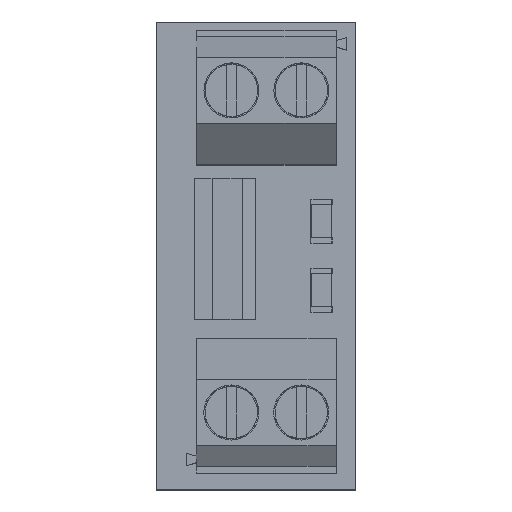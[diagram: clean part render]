
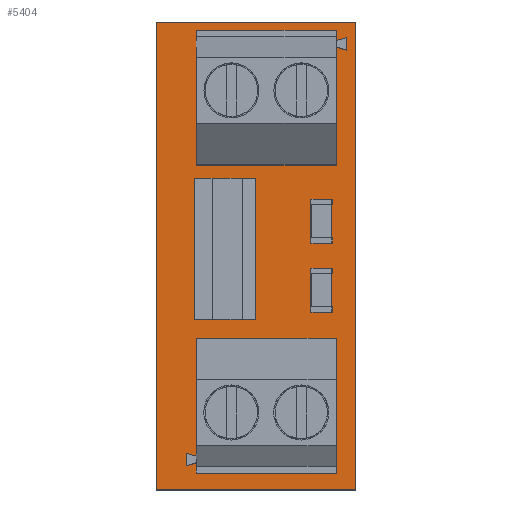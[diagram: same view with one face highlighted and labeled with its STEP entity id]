
A CAD part, top view. The second image highlights one B-rep face of the part: STEP entity #5404.
In plain terms, the highlighted planar face has unit normal (0, 0, 1).
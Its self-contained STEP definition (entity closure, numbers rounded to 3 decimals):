
#5215 = VERTEX_POINT('',#5216);
#5216 = CARTESIAN_POINT('',(157.,-110.,1.6));
#5222 = EDGE_CURVE('',#5215,#5223,#5225,.T.);
#5223 = VERTEX_POINT('',#5224);
#5224 = CARTESIAN_POINT('',(142.5,-110.,1.6));
#5225 = LINE('',#5226,#5227);
#5226 = CARTESIAN_POINT('',(157.,-110.,1.6));
#5227 = VECTOR('',#5228,1.);
#5228 = DIRECTION('',(-1.,0.,0.));
#5255 = VERTEX_POINT('',#5256);
#5256 = CARTESIAN_POINT('',(157.,-76.,1.6));
#5262 = EDGE_CURVE('',#5255,#5215,#5263,.T.);
#5263 = LINE('',#5264,#5265);
#5264 = CARTESIAN_POINT('',(157.,-76.,1.6));
#5265 = VECTOR('',#5266,1.);
#5266 = DIRECTION('',(0.,-1.,0.));
#5284 = EDGE_CURVE('',#5223,#5285,#5287,.T.);
#5285 = VERTEX_POINT('',#5286);
#5286 = CARTESIAN_POINT('',(142.5,-76.,1.6));
#5287 = LINE('',#5288,#5289);
#5288 = CARTESIAN_POINT('',(142.5,-110.,1.6));
#5289 = VECTOR('',#5290,1.);
#5290 = DIRECTION('',(0.,1.,0.));
#5404 = ADVANCED_FACE('',(#5405,#5416,#5427,#5438,#5449,#5460,#5471,
    #5482),#5493,.T.);
#5405 = FACE_BOUND('',#5406,.T.);
#5406 = EDGE_LOOP('',(#5407,#5408,#5409,#5415));
#5407 = ORIENTED_EDGE('',*,*,#5222,.F.);
#5408 = ORIENTED_EDGE('',*,*,#5262,.F.);
#5409 = ORIENTED_EDGE('',*,*,#5410,.F.);
#5410 = EDGE_CURVE('',#5285,#5255,#5411,.T.);
#5411 = LINE('',#5412,#5413);
#5412 = CARTESIAN_POINT('',(142.5,-76.,1.6));
#5413 = VECTOR('',#5414,1.);
#5414 = DIRECTION('',(1.,0.,0.));
#5415 = ORIENTED_EDGE('',*,*,#5284,.F.);
#5416 = FACE_BOUND('',#5417,.T.);
#5417 = EDGE_LOOP('',(#5418));
#5418 = ORIENTED_EDGE('',*,*,#5419,.T.);
#5419 = EDGE_CURVE('',#5420,#5420,#5422,.T.);
#5420 = VERTEX_POINT('',#5421);
#5421 = CARTESIAN_POINT('',(147.955,-104.845,1.6));
#5422 = CIRCLE('',#5423,0.65);
#5423 = AXIS2_PLACEMENT_3D('',#5424,#5425,#5426);
#5424 = CARTESIAN_POINT('',(147.955,-104.195,1.6));
#5425 = DIRECTION('',(-0.,0.,-1.));
#5426 = DIRECTION('',(0.,-1.,-0.));
#5427 = FACE_BOUND('',#5428,.T.);
#5428 = EDGE_LOOP('',(#5429));
#5429 = ORIENTED_EDGE('',*,*,#5430,.T.);
#5430 = EDGE_CURVE('',#5431,#5431,#5433,.T.);
#5431 = VERTEX_POINT('',#5432);
#5432 = CARTESIAN_POINT('',(148.445,-95.59,1.6));
#5433 = CIRCLE('',#5434,0.55);
#5434 = AXIS2_PLACEMENT_3D('',#5435,#5436,#5437);
#5435 = CARTESIAN_POINT('',(148.445,-95.04,1.6));
#5436 = DIRECTION('',(-0.,0.,-1.));
#5437 = DIRECTION('',(-0.,-1.,0.));
#5438 = FACE_BOUND('',#5439,.T.);
#5439 = EDGE_LOOP('',(#5440));
#5440 = ORIENTED_EDGE('',*,*,#5441,.T.);
#5441 = EDGE_CURVE('',#5442,#5442,#5444,.T.);
#5442 = VERTEX_POINT('',#5443);
#5443 = CARTESIAN_POINT('',(153.035,-104.845,1.6));
#5444 = CIRCLE('',#5445,0.65);
#5445 = AXIS2_PLACEMENT_3D('',#5446,#5447,#5448);
#5446 = CARTESIAN_POINT('',(153.035,-104.195,1.6));
#5447 = DIRECTION('',(-0.,0.,-1.));
#5448 = DIRECTION('',(-0.,-1.,0.));
#5449 = FACE_BOUND('',#5450,.T.);
#5450 = EDGE_LOOP('',(#5451));
#5451 = ORIENTED_EDGE('',*,*,#5452,.T.);
#5452 = EDGE_CURVE('',#5453,#5453,#5455,.T.);
#5453 = VERTEX_POINT('',#5454);
#5454 = CARTESIAN_POINT('',(148.445,-93.05,1.6));
#5455 = CIRCLE('',#5456,0.55);
#5456 = AXIS2_PLACEMENT_3D('',#5457,#5458,#5459);
#5457 = CARTESIAN_POINT('',(148.445,-92.5,1.6));
#5458 = DIRECTION('',(-0.,0.,-1.));
#5459 = DIRECTION('',(-0.,-1.,0.));
#5460 = FACE_BOUND('',#5461,.T.);
#5461 = EDGE_LOOP('',(#5462));
#5462 = ORIENTED_EDGE('',*,*,#5463,.T.);
#5463 = EDGE_CURVE('',#5464,#5464,#5466,.T.);
#5464 = VERTEX_POINT('',#5465);
#5465 = CARTESIAN_POINT('',(148.445,-90.51,1.6));
#5466 = CIRCLE('',#5467,0.55);
#5467 = AXIS2_PLACEMENT_3D('',#5468,#5469,#5470);
#5468 = CARTESIAN_POINT('',(148.445,-89.96,1.6));
#5469 = DIRECTION('',(-0.,0.,-1.));
#5470 = DIRECTION('',(-0.,-1.,0.));
#5471 = FACE_BOUND('',#5472,.T.);
#5472 = EDGE_LOOP('',(#5473));
#5473 = ORIENTED_EDGE('',*,*,#5474,.T.);
#5474 = EDGE_CURVE('',#5475,#5475,#5477,.T.);
#5475 = VERTEX_POINT('',#5476);
#5476 = CARTESIAN_POINT('',(147.965,-81.845,1.6));
#5477 = CIRCLE('',#5478,0.65);
#5478 = AXIS2_PLACEMENT_3D('',#5479,#5480,#5481);
#5479 = CARTESIAN_POINT('',(147.965,-81.195,1.6));
#5480 = DIRECTION('',(-0.,0.,-1.));
#5481 = DIRECTION('',(-0.,-1.,0.));
#5482 = FACE_BOUND('',#5483,.T.);
#5483 = EDGE_LOOP('',(#5484));
#5484 = ORIENTED_EDGE('',*,*,#5485,.T.);
#5485 = EDGE_CURVE('',#5486,#5486,#5488,.T.);
#5486 = VERTEX_POINT('',#5487);
#5487 = CARTESIAN_POINT('',(153.045,-81.845,1.6));
#5488 = CIRCLE('',#5489,0.65);
#5489 = AXIS2_PLACEMENT_3D('',#5490,#5491,#5492);
#5490 = CARTESIAN_POINT('',(153.045,-81.195,1.6));
#5491 = DIRECTION('',(-0.,0.,-1.));
#5492 = DIRECTION('',(0.,-1.,0.));
#5493 = PLANE('',#5494);
#5494 = AXIS2_PLACEMENT_3D('',#5495,#5496,#5497);
#5495 = CARTESIAN_POINT('',(0.,0.,1.6));
#5496 = DIRECTION('',(0.,0.,1.));
#5497 = DIRECTION('',(1.,0.,-0.));
